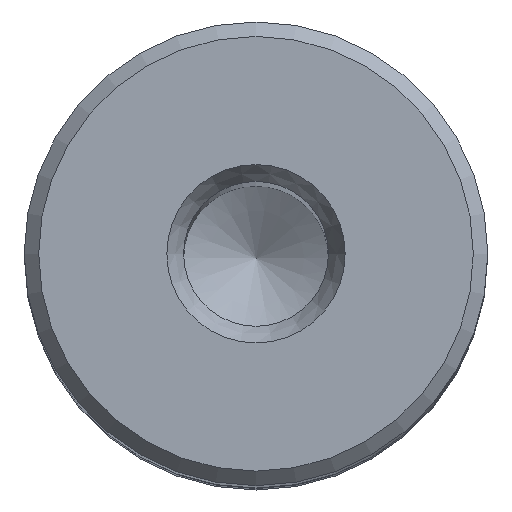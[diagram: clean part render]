
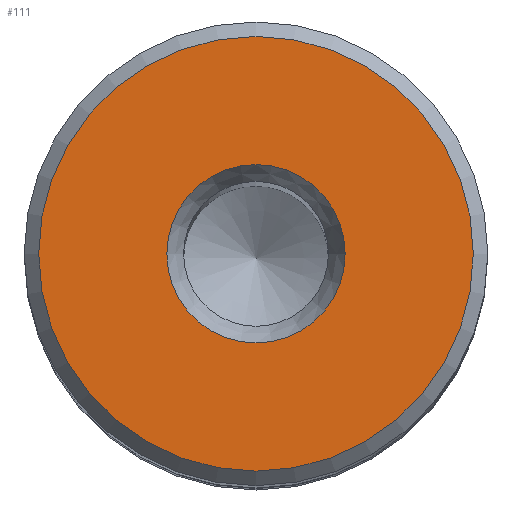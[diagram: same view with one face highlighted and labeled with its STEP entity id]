
A CAD part, top view. The second image highlights one B-rep face of the part: STEP entity #111.
In plain terms, the highlighted planar face has unit normal (0, 0, 1).
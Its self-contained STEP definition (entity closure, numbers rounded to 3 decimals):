
#53=PLANE('',#771);
#111=ADVANCED_FACE('',(#303,#304),#53,.T.);
#303=FACE_BOUND('',#415,.T.);
#304=FACE_BOUND('',#416,.T.);
#415=EDGE_LOOP('',(#525));
#416=EDGE_LOOP('',(#526));
#525=ORIENTED_EDGE('',*,*,#658,.T.);
#526=ORIENTED_EDGE('',*,*,#659,.T.);
#601=VERTEX_POINT('',#1348);
#602=VERTEX_POINT('',#1350);
#658=EDGE_CURVE('',#601,#601,#713,.T.);
#659=EDGE_CURVE('',#602,#602,#714,.T.);
#713=CIRCLE('',#769,15.);
#714=CIRCLE('',#770,6.155);
#769=AXIS2_PLACEMENT_3D('',#1347,#916,#917);
#770=AXIS2_PLACEMENT_3D('',#1349,#918,#919);
#771=AXIS2_PLACEMENT_3D('',#1351,#920,#921);
#916=DIRECTION('',(0.,0.,1.));
#917=DIRECTION('',(1.,0.,0.));
#918=DIRECTION('',(0.,0.,-1.));
#919=DIRECTION('',(-1.,0.,0.));
#920=DIRECTION('',(0.,0.,1.));
#921=DIRECTION('',(1.,0.,0.));
#1347=CARTESIAN_POINT('',(0.,0.,80.));
#1348=CARTESIAN_POINT('',(15.,0.,80.));
#1349=CARTESIAN_POINT('',(0.,0.,80.));
#1350=CARTESIAN_POINT('',(-6.155,0.,80.));
#1351=CARTESIAN_POINT('',(16.,0.,80.));
